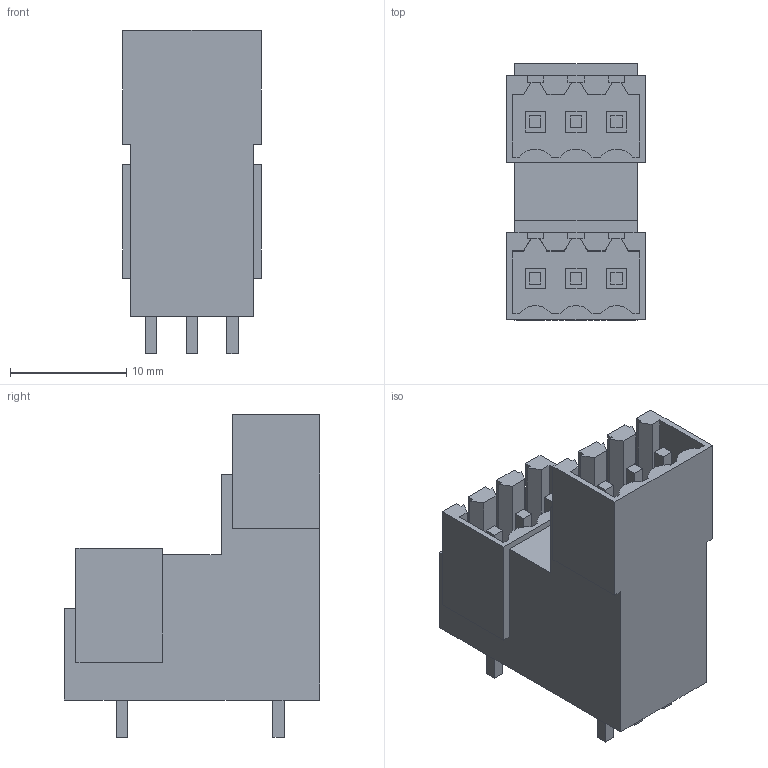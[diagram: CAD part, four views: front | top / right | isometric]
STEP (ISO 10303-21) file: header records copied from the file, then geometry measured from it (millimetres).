
FILE_DESCRIPTION(('CATIA V5 STEP Exchange','CAx-IF Rec.Pracs.--- Model Styling and Organization---1.4--- 2014-01-23'),'2;1');
FILE_NAME ('D1458749_1_1891190000_1891190000.stp','2022-08-10T11:42:12+00:00',('none'),('Weidmueller'),'CATIA Version 5-6 Release 2016 SP3 HF44','CATIA V5 STEP AP214','none');
FILE_SCHEMA(('AUTOMOTIVE_DESIGN { 1 0 10303 214 1 1 1 1 }'));
Length unit declared in the file: millimetre
Products named in the file (1): 1891190000
Bounding box: 11.9 x 22 x 27.77 mm (x, y, z)
Volume: 3292.5 mm3; surface area: 2980 mm2
Topology: 7 solids, 7 shells, 168 faces, 458 edges, 310 vertices
Faces by surface type: plane 162, cylinder 6
Entity records: 5074 total; most frequent: ORIENTED_EDGE 916, CARTESIAN_POINT 903, DIRECTION 726, EDGE_CURVE 458, VECTOR 446, LINE 446, VERTEX_POINT 310, EDGE_LOOP 174
